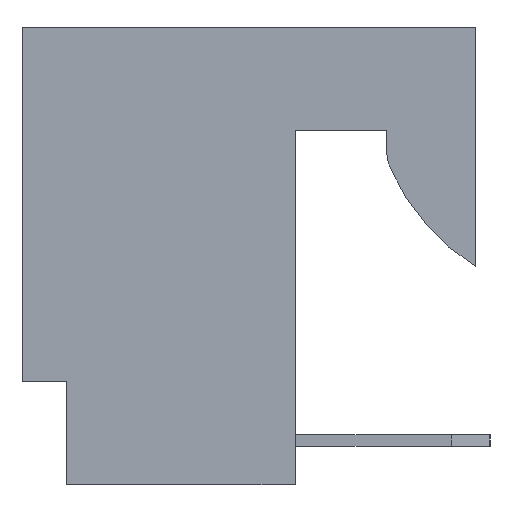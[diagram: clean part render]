
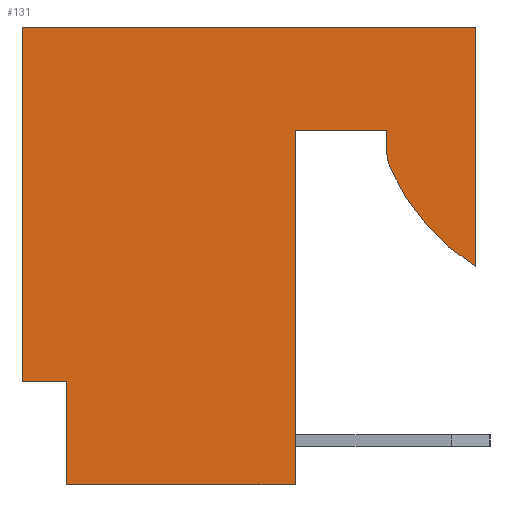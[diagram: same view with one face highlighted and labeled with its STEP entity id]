
A CAD part, left-side view. The second image highlights one B-rep face of the part: STEP entity #131.
In plain terms, the highlighted planar face has unit normal (-1, 0, 0).
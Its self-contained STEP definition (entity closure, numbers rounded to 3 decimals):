
#131=ADVANCED_FACE('',(#873),#874,.F.);
#873=FACE_OUTER_BOUND('',#2264,.T.);
#874=PLANE('',#2265);
#2264=EDGE_LOOP('',(#3915,#3916,#3917,#3918,#3919,#3920,#3921,#3922,#3923,#3924,#3925));
#2265=AXIS2_PLACEMENT_3D('',#3926,#3927,#3928);
#3915=ORIENTED_EDGE('',*,*,#9502,.F.);
#3916=ORIENTED_EDGE('',*,*,#9503,.F.);
#3917=ORIENTED_EDGE('',*,*,#9504,.F.);
#3918=ORIENTED_EDGE('',*,*,#9505,.F.);
#3919=ORIENTED_EDGE('',*,*,#9506,.F.);
#3920=ORIENTED_EDGE('',*,*,#9507,.F.);
#3921=ORIENTED_EDGE('',*,*,#9508,.F.);
#3922=ORIENTED_EDGE('',*,*,#9509,.F.);
#3923=ORIENTED_EDGE('',*,*,#9510,.F.);
#3924=ORIENTED_EDGE('',*,*,#9511,.F.);
#3925=ORIENTED_EDGE('',*,*,#9512,.F.);
#3926=CARTESIAN_POINT('',(-16.459,0.0,0.0));
#3927=DIRECTION('',(1.0,0.0,0.0));
#3928=DIRECTION('',(0.0,1.0,0.0));
#9502=EDGE_CURVE('',#11652,#11653,#11654,.T.);
#9503=EDGE_CURVE('',#11655,#11652,#11656,.T.);
#9504=EDGE_CURVE('',#11657,#11655,#11658,.T.);
#9505=EDGE_CURVE('',#11659,#11657,#11660,.T.);
#9506=EDGE_CURVE('',#11661,#11659,#11662,.T.);
#9507=EDGE_CURVE('',#11663,#11661,#11664,.T.);
#9508=EDGE_CURVE('',#11665,#11663,#11666,.T.);
#9509=EDGE_CURVE('',#11667,#11665,#11668,.T.);
#9510=EDGE_CURVE('',#11669,#11667,#11670,.T.);
#9511=EDGE_CURVE('',#11671,#11669,#11672,.T.);
#9512=EDGE_CURVE('',#11653,#11671,#11673,.T.);
#11652=VERTEX_POINT('',#14836);
#11653=VERTEX_POINT('',#14837);
#11654=LINE('',#14838,#14839);
#11655=VERTEX_POINT('',#14840);
#11656=LINE('',#14841,#14842);
#11657=VERTEX_POINT('',#14843);
#11658=LINE('',#14844,#14845);
#11659=VERTEX_POINT('',#14846);
#11660=LINE('',#14847,#14848);
#11661=VERTEX_POINT('',#14849);
#11662=LINE('',#14850,#14851);
#11663=VERTEX_POINT('',#14852);
#11664=LINE('',#14853,#14854);
#11665=VERTEX_POINT('',#14855);
#11666=LINE('',#14856,#14857);
#11667=VERTEX_POINT('',#14858);
#11668=LINE('',#14859,#14860);
#11669=VERTEX_POINT('',#14861);
#11670=CIRCLE('',#14862,0.762);
#11671=VERTEX_POINT('',#14863);
#11672=CIRCLE('',#14864,3.81);
#11673=LINE('',#14865,#14866);
#14836=CARTESIAN_POINT('',(-16.459,7.798,0.0));
#14837=CARTESIAN_POINT('',(-16.459,0.0,0.0));
#14838=CARTESIAN_POINT('',(-16.459,7.798,0.0));
#14839=VECTOR('',#19330,7.798);
#14840=CARTESIAN_POINT('',(-16.459,7.798,-6.096));
#14841=CARTESIAN_POINT('',(-16.459,7.798,-6.096));
#14842=VECTOR('',#19331,6.096);
#14843=CARTESIAN_POINT('',(-16.459,7.036,-6.096));
#14844=CARTESIAN_POINT('',(-16.459,7.036,-6.096));
#14845=VECTOR('',#19332,0.762);
#14846=CARTESIAN_POINT('',(-16.459,7.036,-7.874));
#14847=CARTESIAN_POINT('',(-16.459,7.036,-7.874));
#14848=VECTOR('',#19333,1.778);
#14849=CARTESIAN_POINT('',(-16.459,3.099,-7.874));
#14850=CARTESIAN_POINT('',(-16.459,3.099,-7.874));
#14851=VECTOR('',#19334,3.937);
#14852=CARTESIAN_POINT('',(-16.459,3.099,-1.778));
#14853=CARTESIAN_POINT('',(-16.459,3.099,-1.778));
#14854=VECTOR('',#19335,6.096);
#14855=CARTESIAN_POINT('',(-16.459,1.524,-1.778));
#14856=CARTESIAN_POINT('',(-16.459,1.524,-1.778));
#14857=VECTOR('',#19336,1.575);
#14858=CARTESIAN_POINT('',(-16.459,1.524,-2.125));
#14859=CARTESIAN_POINT('',(-16.459,1.524,-2.125));
#14860=VECTOR('',#19337,0.347);
#14861=CARTESIAN_POINT('',(-16.459,1.459,-2.434));
#14862=AXIS2_PLACEMENT_3D('',#19338,#19339,#19340);
#14863=CARTESIAN_POINT('',(-16.459,0.0,-4.117));
#14864=AXIS2_PLACEMENT_3D('',#19341,#19342,#19343);
#14865=CARTESIAN_POINT('',(-16.459,0.0,0.0));
#14866=VECTOR('',#19344,4.117);
#19330=DIRECTION('',(0.0,-1.0,0.0));
#19331=DIRECTION('',(0.0,0.0,1.0));
#19332=DIRECTION('',(0.0,1.0,0.0));
#19333=DIRECTION('',(0.0,0.0,1.0));
#19334=DIRECTION('',(0.0,1.0,0.0));
#19335=DIRECTION('',(0.0,0.0,-1.0));
#19336=DIRECTION('',(0.0,1.0,0.0));
#19337=DIRECTION('',(0.0,0.0,1.0));
#19338=CARTESIAN_POINT('',(-16.459,0.762,-2.125));
#19339=DIRECTION('',(1.0,0.0,0.0));
#19340=DIRECTION('',(0.0,0.914,-0.405));
#19341=CARTESIAN_POINT('',(-16.459,-2.024,-0.889));
#19342=DIRECTION('',(1.0,0.0,0.0));
#19343=DIRECTION('',(0.0,0.531,-0.847));
#19344=DIRECTION('',(0.0,0.0,-1.0));
